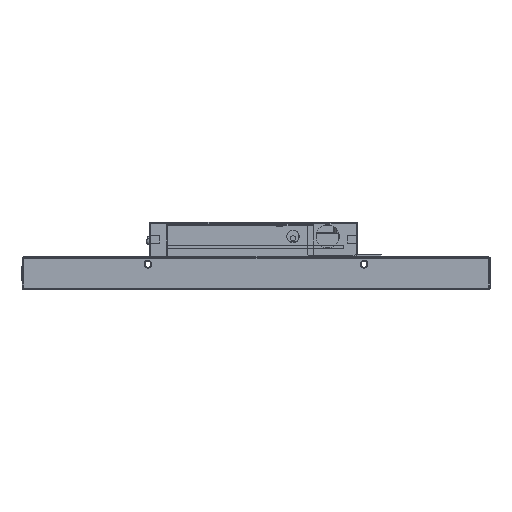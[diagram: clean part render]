
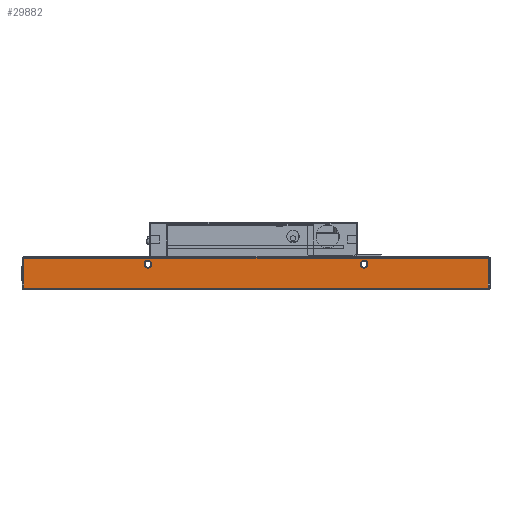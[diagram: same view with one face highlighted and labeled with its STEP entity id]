
A CAD part, left-side view. The second image highlights one B-rep face of the part: STEP entity #29882.
In plain terms, the highlighted face is planar.
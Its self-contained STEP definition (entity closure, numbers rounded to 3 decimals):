
#2609 = VERTEX_POINT ( 'NONE', #17373 ) ;
#2665 = EDGE_CURVE ( 'NONE', #2666, #2609, #17510, .T. ) ;
#2666 = VERTEX_POINT ( 'NONE', #17505 ) ;
#2679 = VERTEX_POINT ( 'NONE', #17540 ) ;
#2681 = EDGE_CURVE ( 'NONE', #2682, #2679, #17539, .T. ) ;
#2682 = VERTEX_POINT ( 'NONE', #17534 ) ;
#13164 = EDGE_CURVE ( 'NONE', #2609, #2666, #38350, .T. ) ;
#17373 = CARTESIAN_POINT ( 'NONE',  ( 490.45, -72.549, -16.5 ) ) ;
#17505 = CARTESIAN_POINT ( 'NONE',  ( 490.45, -67.451, -16.5 ) ) ;
#17506 = DIRECTION ( 'NONE',  ( 0., 0., -1. ) ) ;
#17507 = DIRECTION ( 'NONE',  ( -1., 0., 0. ) ) ;
#17508 = CARTESIAN_POINT ( 'NONE',  ( 490.45, -70., -16.5 ) ) ;
#17509 = AXIS2_PLACEMENT_3D ( 'NONE', #17508, #17507, #17506 ) ;
#17510 = CIRCLE ( 'NONE', #17509, 2.549 ) ;
#17534 = CARTESIAN_POINT ( 'NONE',  ( 490.45, 72.549, -16.5 ) ) ;
#17535 = DIRECTION ( 'NONE',  ( 0., 0., -1. ) ) ;
#17536 = DIRECTION ( 'NONE',  ( -1., 0., 0. ) ) ;
#17537 = CARTESIAN_POINT ( 'NONE',  ( 490.45, 70., -16.5 ) ) ;
#17538 = AXIS2_PLACEMENT_3D ( 'NONE', #17537, #17536, #17535 ) ;
#17539 = CIRCLE ( 'NONE', #17538, 2.549 ) ;
#17540 = CARTESIAN_POINT ( 'NONE',  ( 490.45, 67.451, -16.5 ) ) ;
#29871 = ORIENTED_EDGE ( 'NONE', *, *, #45373, .T. ) ;
#29872 = ORIENTED_EDGE ( 'NONE', *, *, #29874, .T. ) ;
#29873 = VERTEX_POINT ( 'NONE', #38521 ) ;
#29874 = EDGE_CURVE ( 'NONE', #45399, #29873, #38518, .T. ) ;
#29875 = EDGE_LOOP ( 'NONE', ( #29871, #29872, #29912, #29906 ) ) ;
#29882 = ADVANCED_FACE ( 'NONE', ( #38510, #38509, #38508 ), #38507, .T. ) ;
#29895 = ORIENTED_EDGE ( 'NONE', *, *, #45348, .T. ) ;
#29896 = ORIENTED_EDGE ( 'NONE', *, *, #2681, .T. ) ;
#29897 = ORIENTED_EDGE ( 'NONE', *, *, #2665, .T. ) ;
#29898 = ORIENTED_EDGE ( 'NONE', *, *, #13164, .T. ) ;
#29899 = EDGE_LOOP ( 'NONE', ( #29897, #29898 ) ) ;
#29901 = EDGE_LOOP ( 'NONE', ( #29896, #29895 ) ) ;
#29902 = EDGE_CURVE ( 'NONE', #29905, #45342, #38531, .T. ) ;
#29905 = VERTEX_POINT ( 'NONE', #38523 ) ;
#29906 = ORIENTED_EDGE ( 'NONE', *, *, #29902, .T. ) ;
#29912 = ORIENTED_EDGE ( 'NONE', *, *, #29913, .T. ) ;
#29913 = EDGE_CURVE ( 'NONE', #29873, #29905, #38562, .T. ) ;
#38346 = DIRECTION ( 'NONE',  ( 0., 0., -1. ) ) ;
#38347 = DIRECTION ( 'NONE',  ( -1., 0., 0. ) ) ;
#38348 = CARTESIAN_POINT ( 'NONE',  ( 490.45, -70., -16.5 ) ) ;
#38349 = AXIS2_PLACEMENT_3D ( 'NONE', #38348, #38347, #38346 ) ;
#38350 = CIRCLE ( 'NONE', #38349, 2.549 ) ;
#38503 = DIRECTION ( 'NONE',  ( 0., 1., 0. ) ) ;
#38504 = DIRECTION ( 'NONE',  ( 1., 0., 0. ) ) ;
#38505 = AXIS2_PLACEMENT_3D ( 'NONE', #38506, #38504, #38503 ) ;
#38506 = CARTESIAN_POINT ( 'NONE',  ( 490.45, -156., -22.232 ) ) ;
#38507 = PLANE ( 'NONE',  #38505 ) ;
#38508 = FACE_BOUND ( 'NONE', #29899, .T. ) ;
#38509 = FACE_BOUND ( 'NONE', #29901, .T. ) ;
#38510 = FACE_OUTER_BOUND ( 'NONE', #29875, .T. ) ;
#38515 = DIRECTION ( 'NONE',  ( 0., 0., 1. ) ) ;
#38516 = VECTOR ( 'NONE', #38515, 1000. ) ;
#38517 = CARTESIAN_POINT ( 'NONE',  ( 490.45, 150.6, -22.232 ) ) ;
#38518 = LINE ( 'NONE', #38517, #38516 ) ;
#38521 = CARTESIAN_POINT ( 'NONE',  ( 490.45, 150.6, -1. ) ) ;
#38523 = CARTESIAN_POINT ( 'NONE',  ( 490.45, -150.6, -1. ) ) ;
#38528 = DIRECTION ( 'NONE',  ( 0., 0., -1. ) ) ;
#38529 = VECTOR ( 'NONE', #38528, 1000. ) ;
#38530 = CARTESIAN_POINT ( 'NONE',  ( 490.45, -150.6, -22.232 ) ) ;
#38531 = LINE ( 'NONE', #38530, #38529 ) ;
#38559 = DIRECTION ( 'NONE',  ( 0., -1., 0. ) ) ;
#38560 = VECTOR ( 'NONE', #38559, 1000. ) ;
#38561 = CARTESIAN_POINT ( 'NONE',  ( 490.45, -156., -1. ) ) ;
#38562 = LINE ( 'NONE', #38561, #38560 ) ;
#38810 = DIRECTION ( 'NONE',  ( 0., 0., -1. ) ) ;
#38811 = DIRECTION ( 'NONE',  ( -1., 0., 0. ) ) ;
#38812 = CARTESIAN_POINT ( 'NONE',  ( 490.45, 70., -16.5 ) ) ;
#38813 = AXIS2_PLACEMENT_3D ( 'NONE', #38812, #38811, #38810 ) ;
#38814 = CIRCLE ( 'NONE', #38813, 2.549 ) ;
#38820 = CARTESIAN_POINT ( 'NONE',  ( 490.45, -150.6, -21. ) ) ;
#38837 = DIRECTION ( 'NONE',  ( 0., 1., 0. ) ) ;
#38838 = VECTOR ( 'NONE', #38837, 1000. ) ;
#38839 = CARTESIAN_POINT ( 'NONE',  ( 490.45, 0., -21. ) ) ;
#38840 = LINE ( 'NONE', #38839, #38838 ) ;
#38855 = CARTESIAN_POINT ( 'NONE',  ( 490.45, 150.6, -21. ) ) ;
#45342 = VERTEX_POINT ( 'NONE', #38820 ) ;
#45348 = EDGE_CURVE ( 'NONE', #2679, #2682, #38814, .T. ) ;
#45373 = EDGE_CURVE ( 'NONE', #45342, #45399, #38840, .T. ) ;
#45399 = VERTEX_POINT ( 'NONE', #38855 ) ;
